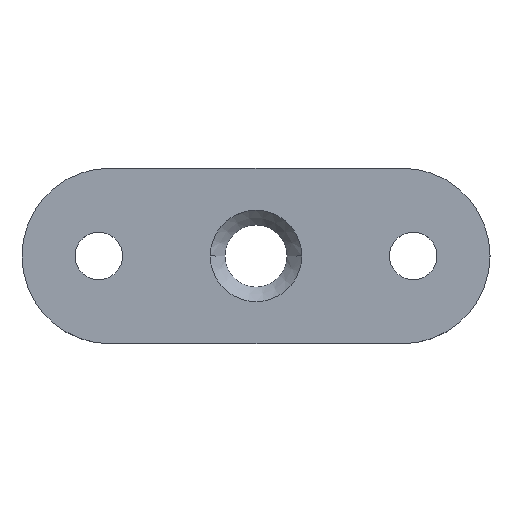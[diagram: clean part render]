
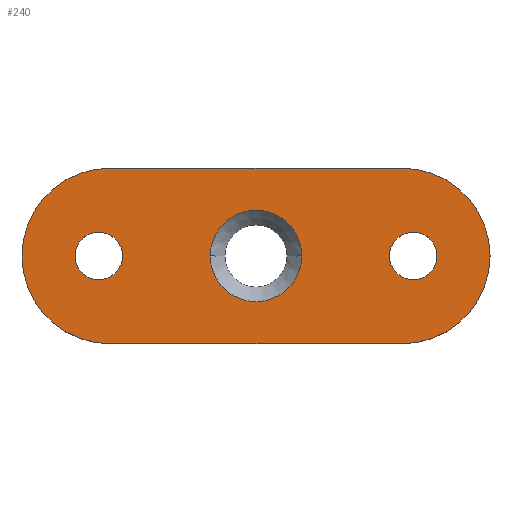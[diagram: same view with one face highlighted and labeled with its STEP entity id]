
A CAD part, top view. The second image highlights one B-rep face of the part: STEP entity #240.
In plain terms, the highlighted planar face has unit normal (0, 0, 1).
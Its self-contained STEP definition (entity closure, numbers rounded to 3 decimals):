
#1 = VERTEX_POINT ( 'NONE', #565 ) ;
#11 = CARTESIAN_POINT ( 'NONE',  ( -6.25, 0., 3.7 ) ) ;
#23 = DIRECTION ( 'NONE',  ( 0., 0., 1. ) ) ;
#29 = VERTEX_POINT ( 'NONE', #515 ) ;
#35 = CARTESIAN_POINT ( 'NONE',  ( 0., 0., 3.7 ) ) ;
#38 = EDGE_CURVE ( 'NONE', #507, #551, #597, .T. ) ;
#40 = VERTEX_POINT ( 'NONE', #319 ) ;
#41 = DIRECTION ( 'NONE',  ( -1., 0., 0. ) ) ;
#43 = EDGE_CURVE ( 'NONE', #411, #29, #169, .T. ) ;
#46 = CARTESIAN_POINT ( 'NONE',  ( -20., -12., 3.7 ) ) ;
#47 = CARTESIAN_POINT ( 'NONE',  ( -21.5, 0., 3.7 ) ) ;
#51 = CIRCLE ( 'NONE', #179, 12. ) ;
#52 = CIRCLE ( 'NONE', #354, 6.25 ) ;
#59 = DIRECTION ( 'NONE',  ( 1., 0., 0. ) ) ;
#63 = CIRCLE ( 'NONE', #219, 12. ) ;
#69 = EDGE_CURVE ( 'NONE', #263, #606, #143, .T. ) ;
#73 = DIRECTION ( 'NONE',  ( 1., 0., 0. ) ) ;
#84 = DIRECTION ( 'NONE',  ( 0., 0., 1. ) ) ;
#92 = CARTESIAN_POINT ( 'NONE',  ( -24.75, 0., 3.7 ) ) ;
#95 = ORIENTED_EDGE ( 'NONE', *, *, #134, .F. ) ;
#97 = DIRECTION ( 'NONE',  ( 1., 0., 0. ) ) ;
#102 = FACE_BOUND ( 'NONE', #395, .T. ) ;
#113 = ORIENTED_EDGE ( 'NONE', *, *, #38, .F. ) ;
#118 = ORIENTED_EDGE ( 'NONE', *, *, #569, .F. ) ;
#134 = EDGE_CURVE ( 'NONE', #40, #457, #501, .T. ) ;
#143 = CIRCLE ( 'NONE', #529, 6.25 ) ;
#146 = EDGE_CURVE ( 'NONE', #29, #1, #63, .T. ) ;
#148 = DIRECTION ( 'NONE',  ( 0., 0., 1. ) ) ;
#159 = CARTESIAN_POINT ( 'NONE',  ( 18.25, 0., 3.7 ) ) ;
#169 = LINE ( 'NONE', #273, #412 ) ;
#179 = AXIS2_PLACEMENT_3D ( 'NONE', #526, #84, #623 ) ;
#192 = EDGE_LOOP ( 'NONE', ( #344, #380 ) ) ;
#193 = DIRECTION ( 'NONE',  ( 0., 0., 1. ) ) ;
#202 = CARTESIAN_POINT ( 'NONE',  ( 20., -12., 3.7 ) ) ;
#208 = AXIS2_PLACEMENT_3D ( 'NONE', #382, #227, #282 ) ;
#210 = EDGE_CURVE ( 'NONE', #338, #461, #233, .T. ) ;
#219 = AXIS2_PLACEMENT_3D ( 'NONE', #256, #456, #309 ) ;
#227 = DIRECTION ( 'NONE',  ( 0., 0., 1. ) ) ;
#233 = LINE ( 'NONE', #372, #284 ) ;
#234 = ORIENTED_EDGE ( 'NONE', *, *, #146, .T. ) ;
#240 = ADVANCED_FACE ( 'NONE', ( #328, #462, #261, #102 ), #276, .T. ) ;
#245 = CIRCLE ( 'NONE', #381, 3.25 ) ;
#246 = DIRECTION ( 'NONE',  ( 0., 0., 1. ) ) ;
#247 = DIRECTION ( 'NONE',  ( 1., 0., 0. ) ) ;
#256 = CARTESIAN_POINT ( 'NONE',  ( -20., 0., 3.7 ) ) ;
#261 = FACE_OUTER_BOUND ( 'NONE', #590, .T. ) ;
#263 = VERTEX_POINT ( 'NONE', #375 ) ;
#273 = CARTESIAN_POINT ( 'NONE',  ( -20., 12., 3.7 ) ) ;
#276 = PLANE ( 'NONE',  #426 ) ;
#282 = DIRECTION ( 'NONE',  ( 1., 0., 0. ) ) ;
#284 = VECTOR ( 'NONE', #321, 1000. ) ;
#286 = DIRECTION ( 'NONE',  ( 0., 0., 1. ) ) ;
#291 = EDGE_CURVE ( 'NONE', #461, #411, #51, .T. ) ;
#294 = ORIENTED_EDGE ( 'NONE', *, *, #386, .T. ) ;
#298 = DIRECTION ( 'NONE',  ( 0., 0., 1. ) ) ;
#303 = CARTESIAN_POINT ( 'NONE',  ( 20., 12., 3.7 ) ) ;
#309 = DIRECTION ( 'NONE',  ( 1., 0., 0. ) ) ;
#319 = CARTESIAN_POINT ( 'NONE',  ( 24.75, 0., 3.7 ) ) ;
#321 = DIRECTION ( 'NONE',  ( 1., 0., 0. ) ) ;
#324 = CARTESIAN_POINT ( 'NONE',  ( -20., 0., 3.7 ) ) ;
#328 = FACE_BOUND ( 'NONE', #192, .T. ) ;
#338 = VERTEX_POINT ( 'NONE', #46 ) ;
#344 = ORIENTED_EDGE ( 'NONE', *, *, #69, .F. ) ;
#346 = CIRCLE ( 'NONE', #454, 12. ) ;
#347 = CARTESIAN_POINT ( 'NONE',  ( 0., 0., 3.7 ) ) ;
#351 = AXIS2_PLACEMENT_3D ( 'NONE', #509, #550, #59 ) ;
#354 = AXIS2_PLACEMENT_3D ( 'NONE', #35, #286, #435 ) ;
#369 = EDGE_CURVE ( 'NONE', #551, #507, #245, .T. ) ;
#372 = CARTESIAN_POINT ( 'NONE',  ( -20., -12., 3.7 ) ) ;
#375 = CARTESIAN_POINT ( 'NONE',  ( 6.25, 0., 3.7 ) ) ;
#380 = ORIENTED_EDGE ( 'NONE', *, *, #571, .F. ) ;
#381 = AXIS2_PLACEMENT_3D ( 'NONE', #398, #246, #535 ) ;
#382 = CARTESIAN_POINT ( 'NONE',  ( 21.5, 0., 3.7 ) ) ;
#385 = ORIENTED_EDGE ( 'NONE', *, *, #291, .T. ) ;
#386 = EDGE_CURVE ( 'NONE', #1, #338, #346, .T. ) ;
#395 = EDGE_LOOP ( 'NONE', ( #118, #95 ) ) ;
#398 = CARTESIAN_POINT ( 'NONE',  ( -21.5, 0., 3.7 ) ) ;
#411 = VERTEX_POINT ( 'NONE', #303 ) ;
#412 = VECTOR ( 'NONE', #41, 1000. ) ;
#416 = ORIENTED_EDGE ( 'NONE', *, *, #210, .T. ) ;
#426 = AXIS2_PLACEMENT_3D ( 'NONE', #324, #23, #73 ) ;
#428 = ORIENTED_EDGE ( 'NONE', *, *, #43, .T. ) ;
#435 = DIRECTION ( 'NONE',  ( 1., 0., 0. ) ) ;
#438 = CARTESIAN_POINT ( 'NONE',  ( -18.25, 0., 3.7 ) ) ;
#441 = DIRECTION ( 'NONE',  ( 1., 0., 0. ) ) ;
#454 = AXIS2_PLACEMENT_3D ( 'NONE', #578, #148, #247 ) ;
#456 = DIRECTION ( 'NONE',  ( 0., 0., 1. ) ) ;
#457 = VERTEX_POINT ( 'NONE', #159 ) ;
#461 = VERTEX_POINT ( 'NONE', #202 ) ;
#462 = FACE_BOUND ( 'NONE', #510, .T. ) ;
#473 = CIRCLE ( 'NONE', #208, 3.25 ) ;
#501 = CIRCLE ( 'NONE', #351, 3.25 ) ;
#507 = VERTEX_POINT ( 'NONE', #92 ) ;
#509 = CARTESIAN_POINT ( 'NONE',  ( 21.5, 0., 3.7 ) ) ;
#510 = EDGE_LOOP ( 'NONE', ( #113, #624 ) ) ;
#515 = CARTESIAN_POINT ( 'NONE',  ( -20., 12., 3.7 ) ) ;
#526 = CARTESIAN_POINT ( 'NONE',  ( 20., 0., 3.7 ) ) ;
#529 = AXIS2_PLACEMENT_3D ( 'NONE', #347, #193, #441 ) ;
#535 = DIRECTION ( 'NONE',  ( 1., 0., 0. ) ) ;
#550 = DIRECTION ( 'NONE',  ( 0., 0., 1. ) ) ;
#551 = VERTEX_POINT ( 'NONE', #438 ) ;
#565 = CARTESIAN_POINT ( 'NONE',  ( -32., 0., 3.7 ) ) ;
#569 = EDGE_CURVE ( 'NONE', #457, #40, #473, .T. ) ;
#571 = EDGE_CURVE ( 'NONE', #606, #263, #52, .T. ) ;
#578 = CARTESIAN_POINT ( 'NONE',  ( -20., 0., 3.7 ) ) ;
#586 = AXIS2_PLACEMENT_3D ( 'NONE', #47, #298, #97 ) ;
#590 = EDGE_LOOP ( 'NONE', ( #234, #294, #416, #385, #428 ) ) ;
#597 = CIRCLE ( 'NONE', #586, 3.25 ) ;
#606 = VERTEX_POINT ( 'NONE', #11 ) ;
#623 = DIRECTION ( 'NONE',  ( 1., 0., 0. ) ) ;
#624 = ORIENTED_EDGE ( 'NONE', *, *, #369, .F. ) ;
